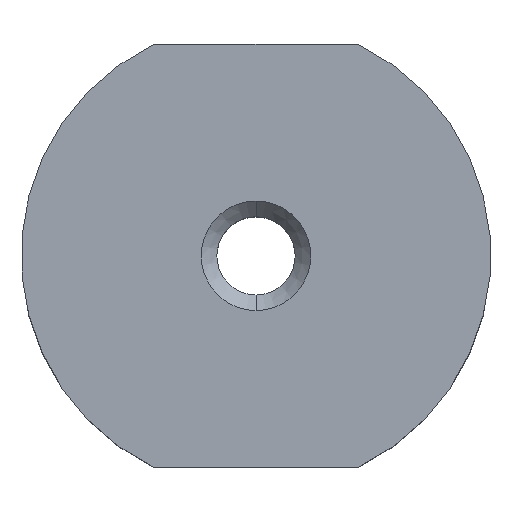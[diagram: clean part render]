
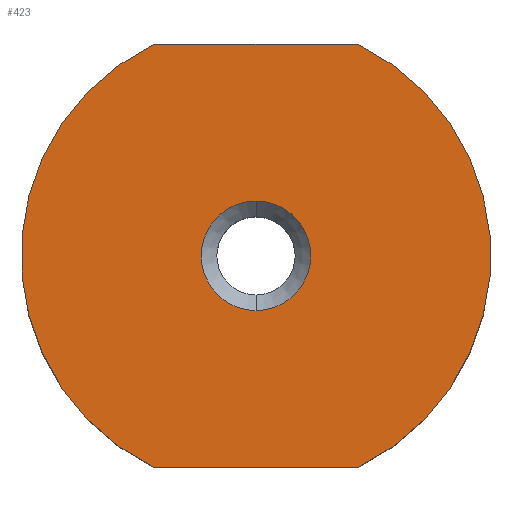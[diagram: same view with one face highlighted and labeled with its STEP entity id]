
A CAD part, top view. The second image highlights one B-rep face of the part: STEP entity #423.
In plain terms, the highlighted planar face has unit normal (0, 0, 1).
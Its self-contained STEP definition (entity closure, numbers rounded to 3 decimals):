
#16 = ORIENTED_EDGE ( 'NONE', *, *, #713, .F. ) ;
#30 = CARTESIAN_POINT ( 'NONE',  ( -15., 13.5, 0. ) ) ;
#69 = FACE_OUTER_BOUND ( 'NONE', #455, .T. ) ;
#70 = DIRECTION ( 'NONE',  ( 1., 0., 0. ) ) ;
#75 = VERTEX_POINT ( 'NONE', #466 ) ;
#77 = CARTESIAN_POINT ( 'NONE',  ( -6.538, -13.5, 0. ) ) ;
#104 = DIRECTION ( 'NONE',  ( 0., 0., -1. ) ) ;
#116 = CARTESIAN_POINT ( 'NONE',  ( 0., 0., 0. ) ) ;
#142 = DIRECTION ( 'NONE',  ( 0., 1., 0. ) ) ;
#167 = DIRECTION ( 'NONE',  ( 0., 1., 0. ) ) ;
#168 = CIRCLE ( 'NONE', #510, 3.5 ) ;
#174 = CARTESIAN_POINT ( 'NONE',  ( 0., 0., 0. ) ) ;
#193 = VECTOR ( 'NONE', #70, 1000. ) ;
#198 = AXIS2_PLACEMENT_3D ( 'NONE', #273, #104, #167 ) ;
#243 = CIRCLE ( 'NONE', #515, 3.5 ) ;
#244 = CIRCLE ( 'NONE', #710, 15. ) ;
#247 = DIRECTION ( 'NONE',  ( 0., 0., -1. ) ) ;
#249 = CARTESIAN_POINT ( 'NONE',  ( 0., 15., 0. ) ) ;
#252 = EDGE_LOOP ( 'NONE', ( #687, #661 ) ) ;
#263 = VERTEX_POINT ( 'NONE', #357 ) ;
#266 = EDGE_CURVE ( 'NONE', #75, #263, #168, .T. ) ;
#273 = CARTESIAN_POINT ( 'NONE',  ( 0., 0., 0. ) ) ;
#281 = VECTOR ( 'NONE', #731, 1000. ) ;
#314 = DIRECTION ( 'NONE',  ( 0., -1., 0. ) ) ;
#316 = CARTESIAN_POINT ( 'NONE',  ( -15., -13.5, 0. ) ) ;
#335 = CARTESIAN_POINT ( 'NONE',  ( 6.538, -13.5, 0. ) ) ;
#340 = CARTESIAN_POINT ( 'NONE',  ( -6.538, 13.5, 0. ) ) ;
#357 = CARTESIAN_POINT ( 'NONE',  ( 0., 3.5, 0. ) ) ;
#400 = VERTEX_POINT ( 'NONE', #77 ) ;
#410 = CIRCLE ( 'NONE', #198, 15. ) ;
#413 = EDGE_CURVE ( 'NONE', #400, #481, #504, .T. ) ;
#416 = AXIS2_PLACEMENT_3D ( 'NONE', #249, #769, #314 ) ;
#420 = FACE_BOUND ( 'NONE', #252, .T. ) ;
#423 = ADVANCED_FACE ( 'NONE', ( #420, #69 ), #505, .T. ) ;
#446 = EDGE_CURVE ( 'NONE', #400, #749, #244, .T. ) ;
#448 = CARTESIAN_POINT ( 'NONE',  ( 6.538, 13.5, 0. ) ) ;
#455 = EDGE_LOOP ( 'NONE', ( #726, #16, #748, #717 ) ) ;
#466 = CARTESIAN_POINT ( 'NONE',  ( 0., -3.5, 0. ) ) ;
#481 = VERTEX_POINT ( 'NONE', #335 ) ;
#490 = DIRECTION ( 'NONE',  ( 0., 0., -1. ) ) ;
#504 = LINE ( 'NONE', #316, #193 ) ;
#505 = PLANE ( 'NONE',  #416 ) ;
#509 = VERTEX_POINT ( 'NONE', #448 ) ;
#510 = AXIS2_PLACEMENT_3D ( 'NONE', #116, #548, #679 ) ;
#515 = AXIS2_PLACEMENT_3D ( 'NONE', #174, #490, #812 ) ;
#548 = DIRECTION ( 'NONE',  ( 0., 0., -1. ) ) ;
#601 = LINE ( 'NONE', #30, #281 ) ;
#661 = ORIENTED_EDGE ( 'NONE', *, *, #805, .T. ) ;
#672 = EDGE_CURVE ( 'NONE', #749, #509, #601, .T. ) ;
#679 = DIRECTION ( 'NONE',  ( 0., -1., 0. ) ) ;
#687 = ORIENTED_EDGE ( 'NONE', *, *, #266, .T. ) ;
#702 = CARTESIAN_POINT ( 'NONE',  ( 0., 0., 0. ) ) ;
#710 = AXIS2_PLACEMENT_3D ( 'NONE', #702, #247, #142 ) ;
#713 = EDGE_CURVE ( 'NONE', #509, #481, #410, .T. ) ;
#717 = ORIENTED_EDGE ( 'NONE', *, *, #446, .F. ) ;
#726 = ORIENTED_EDGE ( 'NONE', *, *, #413, .T. ) ;
#731 = DIRECTION ( 'NONE',  ( 1., 0., 0. ) ) ;
#748 = ORIENTED_EDGE ( 'NONE', *, *, #672, .F. ) ;
#749 = VERTEX_POINT ( 'NONE', #340 ) ;
#769 = DIRECTION ( 'NONE',  ( 0., 0., 1. ) ) ;
#805 = EDGE_CURVE ( 'NONE', #263, #75, #243, .T. ) ;
#812 = DIRECTION ( 'NONE',  ( 0., -1., 0. ) ) ;
